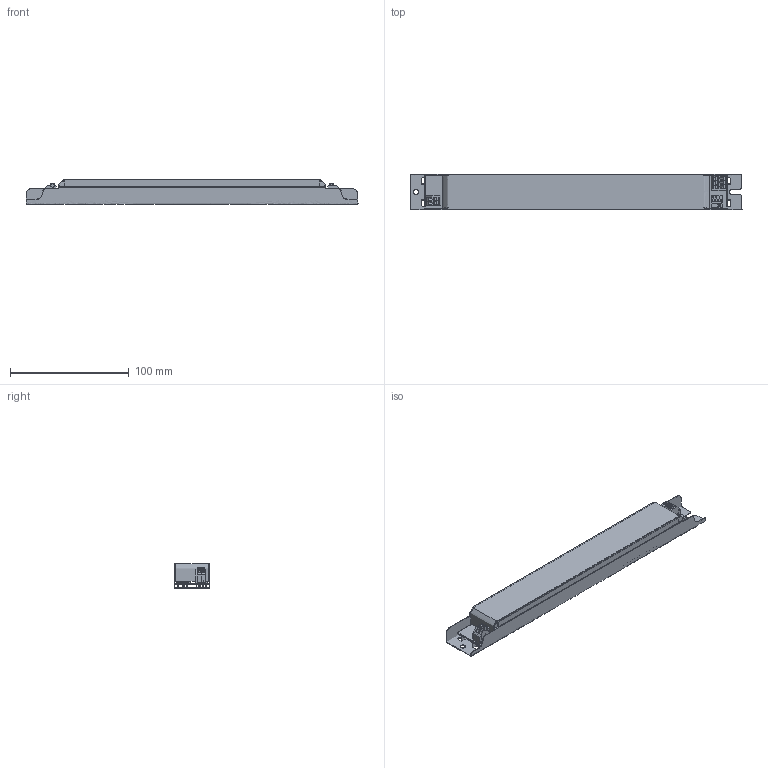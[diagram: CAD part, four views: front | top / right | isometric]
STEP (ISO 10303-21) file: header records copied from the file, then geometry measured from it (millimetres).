
FILE_DESCRIPTION(/* description */ (''),/* implementation_level */ '2;1');
FILE_NAME(/* name */ 'FMS-80~4',/* time_stamp */ '2023-07-06T10:19:17+08:00',/* author */ (''),/* organization */ (''),/* preprocessor_version */ 'ST-DEVELOPER v16.5',/* originating_system */ '',/* authorisation */ '');
FILE_SCHEMA (('AUTOMOTIVE_DESIGN'));
Length unit declared in the file: millimetre
Products named in the file (1): Document
Bounding box: 280 x 30 x 20.9 mm (x, y, z)
Volume: 26547.6 mm3; surface area: 74365.8 mm2
Topology: 6 solids, 6 shells, 703 faces, 1827 edges, 1178 vertices
Faces by surface type: plane 491, bspline 212
Entity records: 25364 total; most frequent: CARTESIAN_POINT 13398, ORIENTED_EDGE 3654, EDGE_CURVE 1827, B_SPLINE_CURVE_WITH_KNOTS 1495, VERTEX_POINT 1178, EDGE_LOOP 759, ADVANCED_FACE 703, FACE_OUTER_BOUND 703
